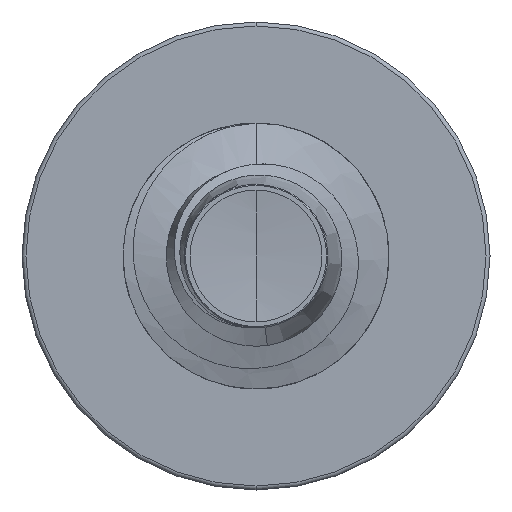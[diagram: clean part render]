
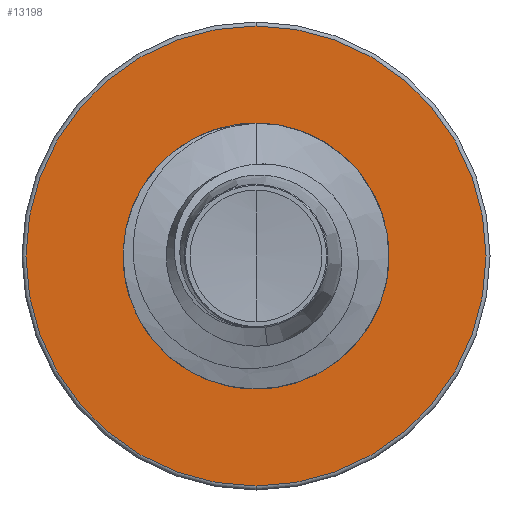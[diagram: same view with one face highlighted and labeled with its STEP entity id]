
A CAD part, front view. The second image highlights one B-rep face of the part: STEP entity #13198.
In plain terms, the highlighted planar face has unit normal (0, -1, 0).
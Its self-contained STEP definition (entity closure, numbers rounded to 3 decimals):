
#903 = CIRCLE ( 'NONE', #10019, 2.415 ) ;
#1185 = ORIENTED_EDGE ( 'NONE', *, *, #11914, .F. ) ;
#1260 = AXIS2_PLACEMENT_3D ( 'NONE', #3654, #3631, #3628 ) ;
#1524 = ORIENTED_EDGE ( 'NONE', *, *, #11491, .F. ) ;
#2019 = AXIS2_PLACEMENT_3D ( 'NONE', #3284, #3256, #3135 ) ;
#3135 = DIRECTION ( 'NONE',  ( 0., 0., 1. ) ) ;
#3256 = DIRECTION ( 'NONE',  ( 0., 1., 0. ) ) ;
#3284 = CARTESIAN_POINT ( 'NONE',  ( 0., 7., 0. ) ) ;
#3420 = FACE_OUTER_BOUND ( 'NONE', #5008, .T. ) ;
#3628 = DIRECTION ( 'NONE',  ( 0., 0., 1. ) ) ;
#3631 = DIRECTION ( 'NONE',  ( 0., 1., 0. ) ) ;
#3654 = CARTESIAN_POINT ( 'NONE',  ( 0., 7., 0. ) ) ;
#3815 = EDGE_LOOP ( 'NONE', ( #13713, #9687 ) ) ;
#4105 = CIRCLE ( 'NONE', #2019, 4.325 ) ;
#4799 = DIRECTION ( 'NONE',  ( 0., 0., 1. ) ) ;
#4814 = CARTESIAN_POINT ( 'NONE',  ( 0., 7., 2.415 ) ) ;
#4818 = DIRECTION ( 'NONE',  ( 0., 1., 0. ) ) ;
#4914 = CARTESIAN_POINT ( 'NONE',  ( 0., 7., -2.415 ) ) ;
#4932 = PLANE ( 'NONE',  #14235 ) ;
#5008 = EDGE_LOOP ( 'NONE', ( #1185, #1524 ) ) ;
#5702 = VERTEX_POINT ( 'NONE', #4814 ) ;
#5735 = CARTESIAN_POINT ( 'NONE',  ( 0., 7., 0. ) ) ;
#5824 = DIRECTION ( 'NONE',  ( 0., 0., 1. ) ) ;
#5842 = DIRECTION ( 'NONE',  ( 0., 1., 0. ) ) ;
#7402 = DIRECTION ( 'NONE',  ( 0., 0., 1. ) ) ;
#7782 = CARTESIAN_POINT ( 'NONE',  ( 0., 7., 0. ) ) ;
#7874 = DIRECTION ( 'NONE',  ( 0., 1., 0. ) ) ;
#9087 = VERTEX_POINT ( 'NONE', #9162 ) ;
#9162 = CARTESIAN_POINT ( 'NONE',  ( 0., 7., -4.325 ) ) ;
#9687 = ORIENTED_EDGE ( 'NONE', *, *, #11856, .T. ) ;
#9890 = VERTEX_POINT ( 'NONE', #13723 ) ;
#10019 = AXIS2_PLACEMENT_3D ( 'NONE', #7782, #7874, #7402 ) ;
#10123 = CIRCLE ( 'NONE', #11336, 4.325 ) ;
#10270 = CIRCLE ( 'NONE', #1260, 2.415 ) ;
#11336 = AXIS2_PLACEMENT_3D ( 'NONE', #5735, #5842, #5824 ) ;
#11478 = EDGE_CURVE ( 'NONE', #5702, #9890, #10270, .T. ) ;
#11491 = EDGE_CURVE ( 'NONE', #9087, #13604, #4105, .T. ) ;
#11726 = CARTESIAN_POINT ( 'NONE',  ( 0., 7., 4.325 ) ) ;
#11856 = EDGE_CURVE ( 'NONE', #9890, #5702, #903, .T. ) ;
#11914 = EDGE_CURVE ( 'NONE', #13604, #9087, #10123, .T. ) ;
#13198 = ADVANCED_FACE ( 'NONE', ( #3420, #13818 ), #4932, .F. ) ;
#13604 = VERTEX_POINT ( 'NONE', #11726 ) ;
#13713 = ORIENTED_EDGE ( 'NONE', *, *, #11478, .T. ) ;
#13723 = CARTESIAN_POINT ( 'NONE',  ( 0., 7., -2.415 ) ) ;
#13818 = FACE_BOUND ( 'NONE', #3815, .T. ) ;
#14235 = AXIS2_PLACEMENT_3D ( 'NONE', #4914, #4818, #4799 ) ;
